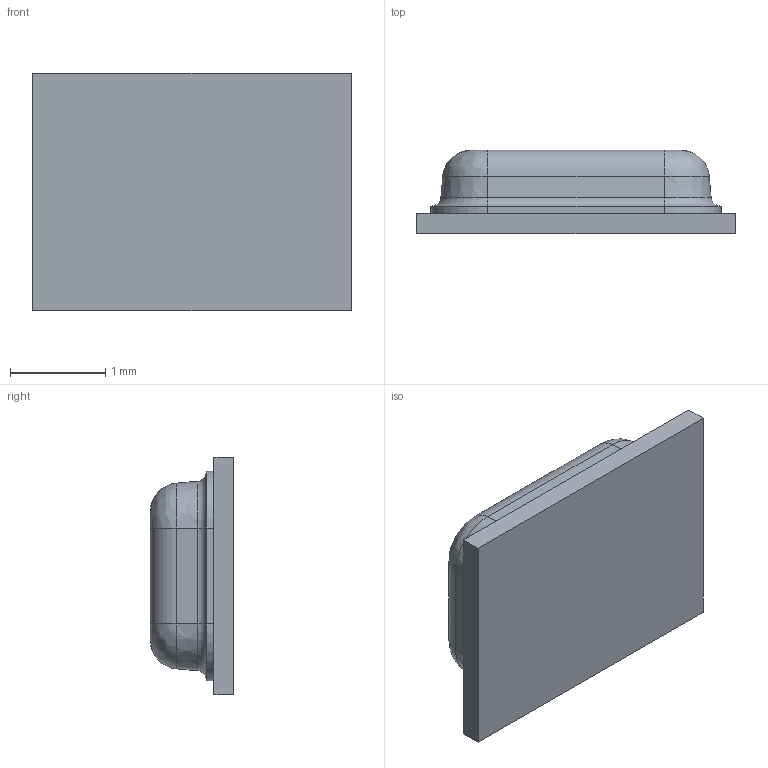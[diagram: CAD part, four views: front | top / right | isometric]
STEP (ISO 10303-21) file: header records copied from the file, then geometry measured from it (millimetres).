
FILE_DESCRIPTION(/* description */ (''),/* implementation_level */ '2;1');
FILE_NAME(/* name */ 'InvenSense_INMP504.stp',/* time_stamp */ '2014-12-09T21:14:32+01:00',/* author */ (''),/* organization */ (''),/* preprocessor_version */ 'ST-DEVELOPER v16',/* originating_system */ 'Autodesk Translator Framework v4.0.0.2927',/* authorisation */ '');
FILE_SCHEMA (('AUTOMOTIVE_DESIGN { 1 0 10303 214 3 1 1 }'));
Length unit declared in the file: centimetre
Products named in the file (1): InvenSense INMP504 v0
Bounding box: 3.35 x 0.88 x 2.5 mm (x, y, z)
Volume: 5.3 mm3; surface area: 36.4 mm2
Topology: 2 solids, 2 shells, 41 faces, 92 edges, 56 vertices
Faces by surface type: plane 17, cylinder 12, torus 4, cone 4, bspline 4
Entity records: 1177 total; most frequent: CARTESIAN_POINT 222, DIRECTION 208, ORIENTED_EDGE 184, EDGE_CURVE 92, AXIS2_PLACEMENT_3D 78, VERTEX_POINT 56, LINE 52, VECTOR 52
